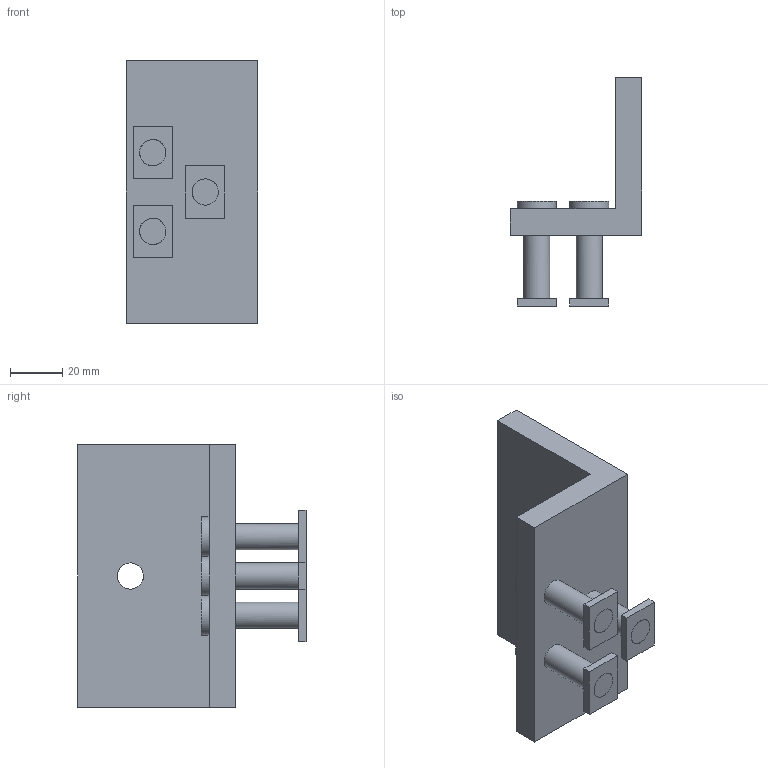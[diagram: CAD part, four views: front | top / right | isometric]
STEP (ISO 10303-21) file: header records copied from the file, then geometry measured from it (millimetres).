
FILE_DESCRIPTION((''),'2;1');
FILE_NAME('dm1.stp','2009-01-19T16:59:58',('User'), ('SDRC'),'I-DEAS Master Series 9','UNIX','Yes');
FILE_SCHEMA(('AUTOMOTIVE_DESIGN { 1 0 10303 214 1 1 1 1 }'));
Length unit declared in the file: inch
Products named in the file (7): dm1; l-bracket; bolt; nut; AMS 5613; AMS 4928; AMS 5662
Assembly tree (7 placements, depth 2):
  dm1
    l-bracket
    bolt  x3
    nut  x3
  AMS 5613
  AMS 4928
  AMS 5662
Bounding box: 50 x 87 x 100 mm (x, y, z)
Volume: 109069.7 mm3; surface area: 31850.9 mm2
Topology: 7 solids, 7 shells, 48 faces, 93 edges, 62 vertices
Faces by surface type: bspline 48
Entity records: 1109 total; most frequent: CARTESIAN_POINT 403, ORIENTED_EDGE 102, EDGE_CURVE 51, EDGE_LOOP 35, VERTEX_POINT 34, DIRECTION 32, QUASI_UNIFORM_CURVE 31, DIMENSIONAL_EXPONENTS 25
